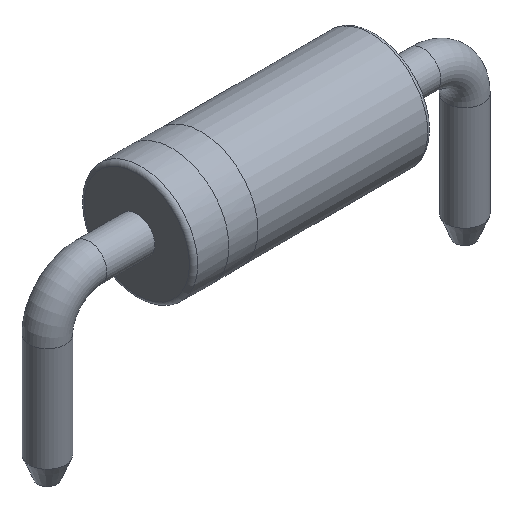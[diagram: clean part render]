
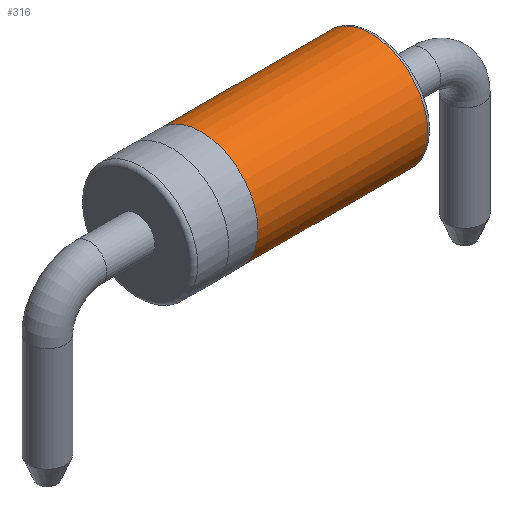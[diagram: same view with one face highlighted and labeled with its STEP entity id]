
A CAD part, isometric view. The second image highlights one B-rep face of the part: STEP entity #316.
In plain terms, the highlighted cylindrical face has radius 1.36 mm (diameter 2.72 mm), a full revolution.
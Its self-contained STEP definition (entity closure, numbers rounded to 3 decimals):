
#26=CYLINDRICAL_SURFACE('',#379,1.36);
#35=LINE('',#582,#44);
#44=VECTOR('',#484,1.36);
#59=FACE_OUTER_BOUND('',#76,.T.);
#76=EDGE_LOOP('',(#256,#257,#258,#259,#260,#261));
#90=CIRCLE('',#344,1.36);
#91=CIRCLE('',#345,1.36);
#117=CIRCLE('',#380,1.36);
#118=CIRCLE('',#381,1.36);
#123=VERTEX_POINT('',#513);
#124=VERTEX_POINT('',#514);
#147=VERTEX_POINT('',#579);
#148=VERTEX_POINT('',#580);
#156=EDGE_CURVE('',#123,#124,#90,.T.);
#157=EDGE_CURVE('',#124,#123,#91,.T.);
#189=EDGE_CURVE('',#147,#148,#117,.T.);
#190=EDGE_CURVE('',#148,#124,#35,.T.);
#191=EDGE_CURVE('',#148,#147,#118,.T.);
#256=ORIENTED_EDGE('',*,*,#189,.T.);
#257=ORIENTED_EDGE('',*,*,#190,.T.);
#258=ORIENTED_EDGE('',*,*,#157,.T.);
#259=ORIENTED_EDGE('',*,*,#156,.T.);
#260=ORIENTED_EDGE('',*,*,#190,.F.);
#261=ORIENTED_EDGE('',*,*,#191,.T.);
#316=ADVANCED_FACE('',(#59),#26,.T.);
#344=AXIS2_PLACEMENT_3D('',#515,#404,#405);
#345=AXIS2_PLACEMENT_3D('',#516,#406,#407);
#379=AXIS2_PLACEMENT_3D('',#578,#480,#481);
#380=AXIS2_PLACEMENT_3D('',#581,#482,#483);
#381=AXIS2_PLACEMENT_3D('',#583,#485,#486);
#404=DIRECTION('center_axis',(-1.,0.,0.));
#405=DIRECTION('ref_axis',(0.,-1.,0.));
#406=DIRECTION('center_axis',(-1.,0.,0.));
#407=DIRECTION('ref_axis',(0.,-1.,0.));
#480=DIRECTION('center_axis',(-1.,0.,0.));
#481=DIRECTION('ref_axis',(0.,-1.,0.));
#482=DIRECTION('center_axis',(1.,0.,0.));
#483=DIRECTION('ref_axis',(0.,-1.,0.));
#484=DIRECTION('',(1.,0.,0.));
#485=DIRECTION('center_axis',(1.,0.,0.));
#486=DIRECTION('ref_axis',(0.,-1.,0.));
#513=CARTESIAN_POINT('',(2.769,-1.356,1.49));
#514=CARTESIAN_POINT('',(2.769,1.364,1.49));
#515=CARTESIAN_POINT('Origin',(2.769,0.004,1.49));
#516=CARTESIAN_POINT('Origin',(2.769,0.004,1.49));
#578=CARTESIAN_POINT('Origin',(2.869,0.004,1.49));
#579=CARTESIAN_POINT('',(-1.301,-1.356,1.49));
#580=CARTESIAN_POINT('',(-1.301,1.364,1.49));
#581=CARTESIAN_POINT('Origin',(-1.301,0.004,1.49));
#582=CARTESIAN_POINT('',(2.869,1.364,1.49));
#583=CARTESIAN_POINT('Origin',(-1.301,0.004,1.49));
